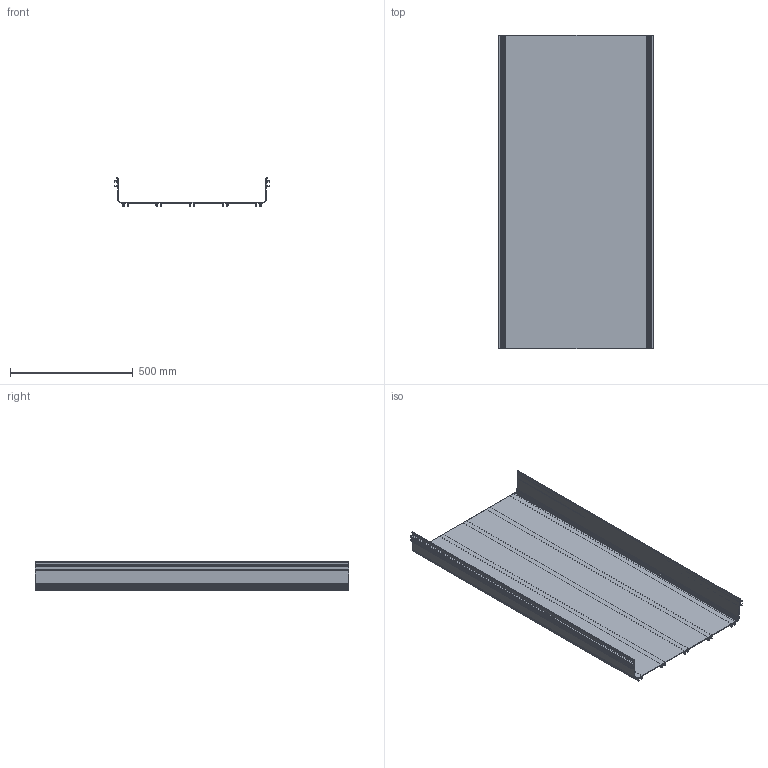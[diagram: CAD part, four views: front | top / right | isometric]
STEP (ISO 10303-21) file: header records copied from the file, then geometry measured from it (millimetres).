
FILE_DESCRIPTION(('FreeCAD Model'),'2;1');
FILE_NAME('Open CASCADE Shape Model','2022-12-06T14:44:53',('Author'),( ''),'Open CASCADE STEP processor 7.6','FreeCAD','Unknown');
FILE_SCHEMA(('AUTOMOTIVE_DESIGN { 1 0 10303 214 1 1 1 1 }'));
Length unit declared in the file: millimetre
Products named in the file (1): DS_600_3A900___________________________________________________________
600____001001 (Solid)
Bounding box: 636 x 1280 x 118 mm (x, y, z)
Volume: 3997712.1 mm3; surface area: 2784909.4 mm2
Topology: 1 solids, 1 shells, 528 faces, 1562 edges, 1036 vertices
Faces by surface type: plane 528
Entity records: 37566 total; most frequent: CARTESIAN_POINT 6251, DIRECTION 5744, LINE 4686, VECTOR 4686, ORIENTED_EDGE 3124, PCURVE 3124, DEFINITIONAL_REPRESENTATION 3124, EDGE_CURVE 1562
